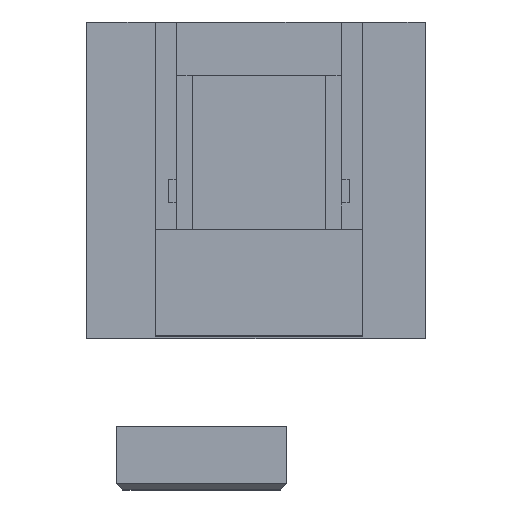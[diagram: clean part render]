
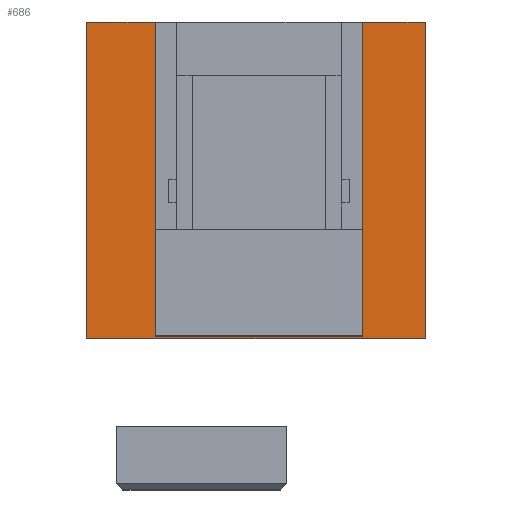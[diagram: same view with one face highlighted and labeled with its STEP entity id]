
A CAD part, top view. The second image highlights one B-rep face of the part: STEP entity #686.
In plain terms, the highlighted planar face has unit normal (0, 0, 1).
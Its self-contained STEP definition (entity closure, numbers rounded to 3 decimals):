
#615=CARTESIAN_POINT('',(0.,0.,2.));
#616=DIRECTION('',(0.,0.,1.));
#617=DIRECTION('',(0.,1.,0.));
#618=AXIS2_PLACEMENT_3D('',#615,#616,#617);
#619=PLANE('',#618);
#620=CARTESIAN_POINT('',(154.12,3.465,2.));
#621=VERTEX_POINT('',#620);
#622=CARTESIAN_POINT('',(134.62,3.465,2.));
#623=VERTEX_POINT('',#622);
#624=CARTESIAN_POINT('',(154.12,3.465,2.));
#625=DIRECTION('',(-1.,-0.,0.));
#626=VECTOR('',#625,19.5);
#627=LINE('',#624,#626);
#628=EDGE_CURVE('',#621,#623,#627,.T.);
#629=ORIENTED_EDGE('',*,*,#628,.T.);
#630=CARTESIAN_POINT('',(134.62,32.965,2.));
#631=VERTEX_POINT('',#630);
#632=CARTESIAN_POINT('',(134.62,3.465,2.));
#633=DIRECTION('',(0.,1.,0.));
#634=VECTOR('',#633,29.5);
#635=LINE('',#632,#634);
#636=EDGE_CURVE('',#623,#631,#635,.T.);
#637=ORIENTED_EDGE('',*,*,#636,.T.);
#638=CARTESIAN_POINT('',(128.204,32.965,2.));
#639=VERTEX_POINT('',#638);
#640=CARTESIAN_POINT('',(134.62,32.965,2.));
#641=DIRECTION('',(-1.,0.,0.));
#642=VECTOR('',#641,6.416);
#643=LINE('',#640,#642);
#644=EDGE_CURVE('',#631,#639,#643,.T.);
#645=ORIENTED_EDGE('',*,*,#644,.T.);
#646=CARTESIAN_POINT('',(128.204,3.2,2.));
#647=VERTEX_POINT('',#646);
#648=CARTESIAN_POINT('',(128.204,32.965,2.));
#649=DIRECTION('',(0.,-1.,0.));
#650=VECTOR('',#649,29.765);
#651=LINE('',#648,#650);
#652=EDGE_CURVE('',#639,#647,#651,.T.);
#653=ORIENTED_EDGE('',*,*,#652,.T.);
#654=CARTESIAN_POINT('',(160.,3.2,2.));
#655=VERTEX_POINT('',#654);
#656=CARTESIAN_POINT('',(128.204,3.2,2.));
#657=DIRECTION('',(1.,-0.,0.));
#658=VECTOR('',#657,31.796);
#659=LINE('',#656,#658);
#660=EDGE_CURVE('',#647,#655,#659,.T.);
#661=ORIENTED_EDGE('',*,*,#660,.T.);
#662=CARTESIAN_POINT('',(160.,32.965,2.));
#663=VERTEX_POINT('',#662);
#664=CARTESIAN_POINT('',(160.,3.2,2.));
#665=DIRECTION('',(0.,1.,0.));
#666=VECTOR('',#665,29.765);
#667=LINE('',#664,#666);
#668=EDGE_CURVE('',#655,#663,#667,.T.);
#669=ORIENTED_EDGE('',*,*,#668,.T.);
#670=CARTESIAN_POINT('',(154.12,32.965,2.));
#671=VERTEX_POINT('',#670);
#672=CARTESIAN_POINT('',(160.,32.965,2.));
#673=DIRECTION('',(-1.,0.,0.));
#674=VECTOR('',#673,5.88);
#675=LINE('',#672,#674);
#676=EDGE_CURVE('',#663,#671,#675,.T.);
#677=ORIENTED_EDGE('',*,*,#676,.T.);
#678=CARTESIAN_POINT('',(154.12,32.965,2.));
#679=DIRECTION('',(0.,-1.,0.));
#680=VECTOR('',#679,29.5);
#681=LINE('',#678,#680);
#682=EDGE_CURVE('',#671,#621,#681,.T.);
#683=ORIENTED_EDGE('',*,*,#682,.T.);
#684=EDGE_LOOP('',(#629,#637,#645,#653,#661,#669,#677,#683));
#685=FACE_BOUND('',#684,.T.);
#686=ADVANCED_FACE('',(#685),#619,.T.);
